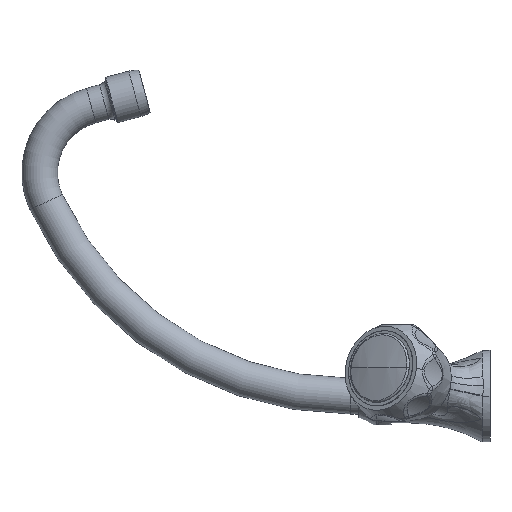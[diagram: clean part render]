
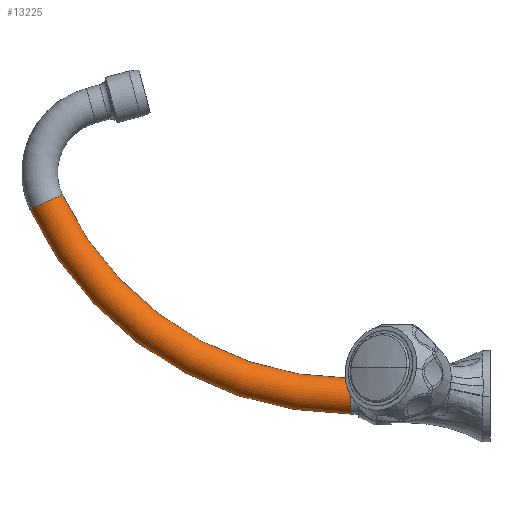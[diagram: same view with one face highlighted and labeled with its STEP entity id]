
A CAD part, left-side view. The second image highlights one B-rep face of the part: STEP entity #13225.
In plain terms, the highlighted toroidal (fillet/blend) face has major radius 168.937 mm and minor radius 9 mm.
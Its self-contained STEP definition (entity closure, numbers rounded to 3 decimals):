
#2718=CARTESIAN_POINT('',(0.,70.6,0.));
#2719=DIRECTION('',(0.,1.,0.));
#2720=DIRECTION('',(0.,0.,-1.));
#2721=AXIS2_PLACEMENT_3D('',#2718,#2719,#2720);
#2723=CARTESIAN_POINT('',(0.,70.6,168.937));
#2724=DIRECTION('',(1.,0.,0.));
#2725=DIRECTION('',(0.,0.,-1.));
#2726=AXIS2_PLACEMENT_3D('',#2723,#2724,#2725);
#2733=CARTESIAN_POINT('',(0.,70.6,168.937));
#2734=DIRECTION('',(1.,0.,0.));
#2735=DIRECTION('',(0.,0.,-1.));
#2736=AXIS2_PLACEMENT_3D('',#2733,#2734,#2735);
#2748=CARTESIAN_POINT('',(0.,223.729,
97.584));
#2749=DIRECTION('',(0.,0.422,0.906));
#2750=DIRECTION('',(0.,0.906,-0.422));
#2751=AXIS2_PLACEMENT_3D('',#2748,#2749,#2750);
#7285=CARTESIAN_POINT('',(0.,70.6,9.));
#7286=CARTESIAN_POINT('',(0.,70.6,-9.));
#7287=VERTEX_POINT('',#7285);
#7288=VERTEX_POINT('',#7286);
#7289=CARTESIAN_POINT('',(0.,215.571,
101.386));
#7290=CARTESIAN_POINT('',(0.,231.887,
93.783));
#7291=VERTEX_POINT('',#7289);
#7292=VERTEX_POINT('',#7290);
#13211=CARTESIAN_POINT('',(0.,70.6,168.937));
#13212=DIRECTION('',(1.,0.,0.));
#13213=DIRECTION('',(0.,0.,1.));
#13214=AXIS2_PLACEMENT_3D('',#13211,#13212,#13213);
#13215=TOROIDAL_SURFACE('',#13214,168.937,9.);
#13216=ORIENTED_EDGE('',*,*,#13198,.F.);
#13218=ORIENTED_EDGE('',*,*,#13217,.T.);
#13220=ORIENTED_EDGE('',*,*,#13219,.T.);
#13222=ORIENTED_EDGE('',*,*,#13221,.F.);
#13223=EDGE_LOOP('',(#13216,#13218,#13220,#13222));
#13224=FACE_OUTER_BOUND('',#13223,.F.);
#13225=ADVANCED_FACE('',(#13224),#13215,.T.);
#2722=CIRCLE('',#2721,9.);
#2727=CIRCLE('',#2726,177.937);
#2737=CIRCLE('',#2736,159.937);
#2752=CIRCLE('',#2751,9.);
#13198=EDGE_CURVE('',#7288,#7287,#2722,.T.);
#13217=EDGE_CURVE('',#7288,#7292,#2727,.T.);
#13219=EDGE_CURVE('',#7292,#7291,#2752,.T.);
#13221=EDGE_CURVE('',#7287,#7291,#2737,.T.);
